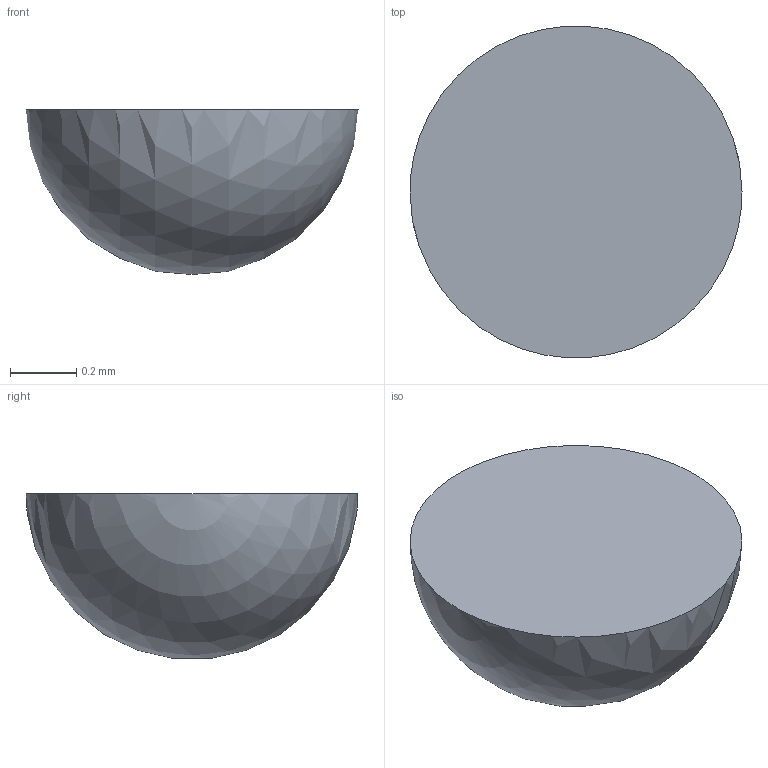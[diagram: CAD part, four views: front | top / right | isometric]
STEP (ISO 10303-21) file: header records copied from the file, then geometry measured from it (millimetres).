
FILE_DESCRIPTION ((), '1');
FILE_NAME ('Don''t know how to make printable filename', '2011-02-18T09:41:19', ('Unknown'), ('Unknown'), 'HarmonyWare STEP v1.4.5', 'HarmonyWare Translators', '');
FILE_SCHEMA (('CONFIG_CONTROL_DESIGN'));
Length unit declared in the file: millimetre
Products named in the file (2): product-name
Bounding box: 1 x 1 x 0.5 mm (x, y, z)
Volume: 0.3 mm3; surface area: 2.4 mm2
Topology: 1 solids, 1 shells, 2 faces, 14 edges, 22 vertices
Faces by surface type: sphere 1, plane 1
Entity records: 251 total; most frequent: CARTESIAN_POINT 34, PERSON 16, ORGANIZATION 16, PERSON_AND_ORGANIZATION 16, PERSON_AND_ORGANIZATION_ROLE 10, CC_DESIGN_PERSON_AND_ORGANIZATION_ASSIGNMENT 10, CALENDAR_DATE 10, COORDINATED_UNIVERSAL_TIME_OFFSET 10
